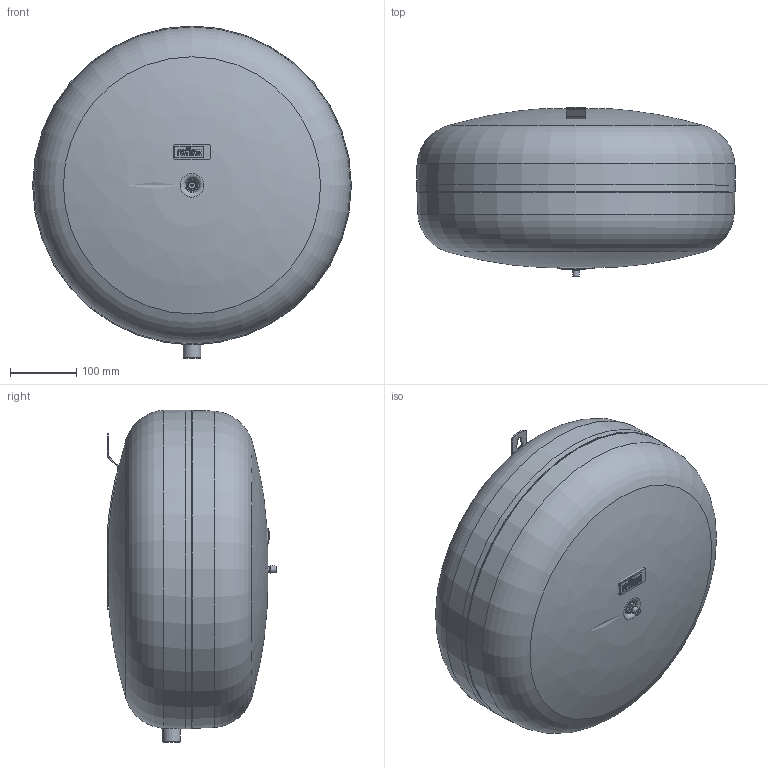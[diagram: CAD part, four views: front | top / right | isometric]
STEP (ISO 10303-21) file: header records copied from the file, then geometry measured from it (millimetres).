
FILE_DESCRIPTION(/* description */ (''),/* implementation_level */ '2;1');
FILE_NAME(/* name */ '3d_ReflexC-DE35_10bar-7270940.stp',/* time_stamp */ '2016-04-29T10:09:06+02:00',/* author */ ('Andrzej'),/* organization */ (''),/* preprocessor_version */ 'ST-DEVELOPER v15.5',/* originating_system */ 'AutoCAD Mechanical',/* authorisation */ '');
FILE_SCHEMA (('AUTOMOTIVE_DESIGN { 1 0 10303 214 3 1 1 }'));
Length unit declared in the file: millimetre
Products named in the file (1): Product
Bounding box: 480 x 255.52 x 500 mm (x, y, z)
Volume: 35185840.1 mm3; surface area: 599638.4 mm2
Topology: 10 solids, 10 shells, 244 faces, 633 edges, 416 vertices
Faces by surface type: plane 133, cylinder 94, torus 7, cone 6, bspline 3, sphere 1
Full cylindrical faces by diameter (mm): 8 x1, 11 x1, 14.8 x1, 26.4 x1, 480 x1
Entity records: 7600 total; most frequent: CARTESIAN_POINT 1462, DIRECTION 1313, ORIENTED_EDGE 1222, EDGE_CURVE 611, AXIS2_PLACEMENT_3D 465, VERTEX_POINT 412, LINE 383, VECTOR 383
